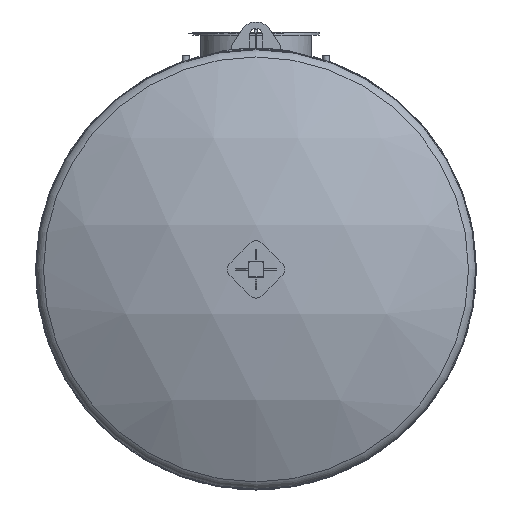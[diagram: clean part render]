
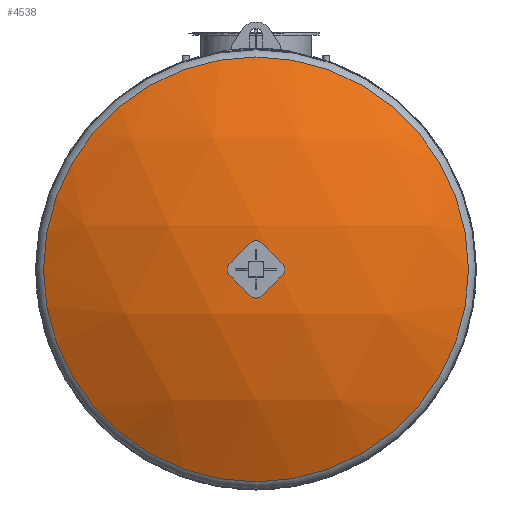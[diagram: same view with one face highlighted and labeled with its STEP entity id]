
A CAD part, left-side view. The second image highlights one B-rep face of the part: STEP entity #4538.
In plain terms, the highlighted spherical face has radius 2515 mm.
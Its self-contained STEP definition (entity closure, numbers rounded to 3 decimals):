
#33=SPHERICAL_SURFACE('',#4987,2515.);
#1196=FACE_OUTER_BOUND('',#1449,.T.);
#1449=EDGE_LOOP('',(#3366));
#1677=CIRCLE('',#4985,1208.955);
#1962=VERTEX_POINT('',#7366);
#2526=EDGE_CURVE('',#1962,#1962,#1677,.T.);
#3366=ORIENTED_EDGE('',*,*,#2526,.T.);
#4538=ADVANCED_FACE('',(#1196),#33,.T.);
#4985=AXIS2_PLACEMENT_3D('',#7367,#5762,#5763);
#4987=AXIS2_PLACEMENT_3D('',#7369,#5766,#5767);
#5762=DIRECTION('center_axis',(-1.,0.,0.));
#5763=DIRECTION('ref_axis',(0.,-1.,0.));
#5766=DIRECTION('center_axis',(0.,0.,1.));
#5767=DIRECTION('ref_axis',(0.,-1.,0.));
#7366=CARTESIAN_POINT('',(-110.251,0.,1208.955));
#7367=CARTESIAN_POINT('Origin',(-110.251,0.,0.));
#7369=CARTESIAN_POINT('Origin',(2095.118,0.,0.));
